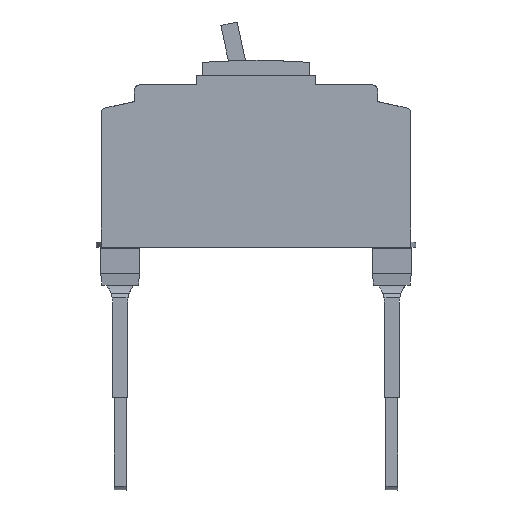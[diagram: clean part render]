
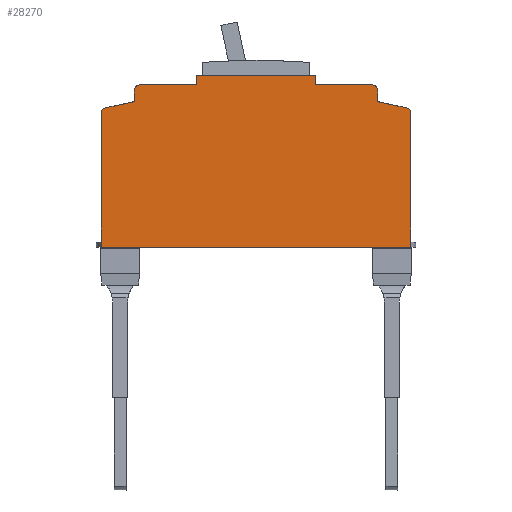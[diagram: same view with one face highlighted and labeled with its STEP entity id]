
A CAD part, left-side view. The second image highlights one B-rep face of the part: STEP entity #28270.
In plain terms, the highlighted planar face has unit normal (-1, 0, 0).
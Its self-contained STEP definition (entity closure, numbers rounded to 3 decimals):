
#1200=CARTESIAN_POINT('',(-12.5,25.,-84.5));
#1210=VERTEX_POINT('',#1200);
#1240=CARTESIAN_POINT('',(-12.5,0.,-84.5));
#1250=DIRECTION('',(0.,-1.,0.));
#1260=VECTOR('',#1250,1.);
#1270=LINE('',#1240,#1260);
#1280=CARTESIAN_POINT('',(-12.5,49.,-84.5));
#1290=VERTEX_POINT('',#1280);
#1300=EDGE_CURVE('',#1290,#1210,#1270,.T.);
#1430=CARTESIAN_POINT('',(-12.5,-49.,-84.5));
#1440=VERTEX_POINT('',#1430);
#1470=CARTESIAN_POINT('',(-12.5,-25.,-84.5));
#1480=VERTEX_POINT('',#1470);
#1490=EDGE_CURVE('',#1480,#1440,#1270,.T.);
#3140=CARTESIAN_POINT('',(-12.5,-65.,-152.5));
#3150=VERTEX_POINT('',#3140);
#3180=CARTESIAN_POINT('',(-12.5,-65.,0.));
#3190=DIRECTION('',(0.,0.,-1.));
#3200=VECTOR('',#3190,1.);
#3210=LINE('',#3180,#3200);
#3220=CARTESIAN_POINT('',(-12.5,-65.,-96.117));
#3230=VERTEX_POINT('',#3220);
#3240=EDGE_CURVE('',#3230,#3150,#3210,.T.);
#4250=CARTESIAN_POINT('',(-12.5,65.,0.));
#4260=DIRECTION('',(0.,0.,1.));
#4270=VECTOR('',#4260,1.);
#4280=LINE('',#4250,#4270);
#4290=CARTESIAN_POINT('',(-12.5,65.,-152.5));
#4300=VERTEX_POINT('',#4290);
#4310=CARTESIAN_POINT('',(-12.5,65.,-96.117));
#4320=VERTEX_POINT('',#4310);
#4330=EDGE_CURVE('',#4300,#4320,#4280,.T.);
#5910=CARTESIAN_POINT('',(-12.5,51.,-86.5));
#5920=VERTEX_POINT('',#5910);
#5970=CARTESIAN_POINT('',(-12.5,49.,-86.5));
#5980=DIRECTION('',(-1.,0.,0.));
#5990=DIRECTION('',(0.,1.,0.));
#6000=AXIS2_PLACEMENT_3D('',#5970,#5980,#5990);
#6010=CIRCLE('',#6000,2.);
#6020=EDGE_CURVE('',#1290,#5920,#6010,.T.);
#6540=CARTESIAN_POINT('',(-12.5,-51.,-86.5));
#6550=VERTEX_POINT('',#6540);
#6580=CARTESIAN_POINT('',(-12.5,-49.,-86.5));
#6590=DIRECTION('',(1.,0.,0.));
#6600=DIRECTION('',(0.,-1.,0.));
#6610=AXIS2_PLACEMENT_3D('',#6580,#6590,#6600);
#6620=CIRCLE('',#6610,2.);
#6630=EDGE_CURVE('',#1440,#6550,#6620,.T.);
#18670=CARTESIAN_POINT('',(-12.5,0.,-152.5));
#18680=DIRECTION('',(0.,-1.,0.));
#18690=VECTOR('',#18680,1.);
#18700=LINE('',#18670,#18690);
#18710=EDGE_CURVE('',#4300,#3150,#18700,.T.);
#19870=CARTESIAN_POINT('',(-12.5,-63.,-96.117));
#19880=DIRECTION('',(1.,0.,0.));
#19890=DIRECTION('',(0.,-1.,0.));
#19900=AXIS2_PLACEMENT_3D('',#19870,#19880,#19890);
#19910=CIRCLE('',#19900,2.);
#19920=CARTESIAN_POINT('',(-12.5,-63.419,-94.161));
#19930=VERTEX_POINT('',#19920);
#19940=EDGE_CURVE('',#19930,#3230,#19910,.T.);
#20910=CARTESIAN_POINT('',(-12.5,63.419,-94.161));
#20920=VERTEX_POINT('',#20910);
#20950=CARTESIAN_POINT('',(-12.5,63.,-96.117));
#20960=DIRECTION('',(1.,0.,0.));
#20970=DIRECTION('',(0.,-1.,0.));
#20980=AXIS2_PLACEMENT_3D('',#20950,#20960,#20970);
#20990=CIRCLE('',#20980,2.);
#21000=EDGE_CURVE('',#4320,#20920,#20990,.T.);
#21170=CARTESIAN_POINT('',(-12.5,51.,-91.5));
#21180=VERTEX_POINT('',#21170);
#21210=CARTESIAN_POINT('',(-12.5,0.,-80.571));
#21220=DIRECTION('',(0.,-0.978,0.21));
#21230=VECTOR('',#21220,1.);
#21240=LINE('',#21210,#21230);
#21250=EDGE_CURVE('',#20920,#21180,#21240,.T.);
#22550=CARTESIAN_POINT('',(-12.5,0.,-80.571));
#22560=DIRECTION('',(0.,-0.978,-0.21));
#22570=VECTOR('',#22560,1.);
#22580=LINE('',#22550,#22570);
#22590=CARTESIAN_POINT('',(-12.5,-51.,-91.5));
#22600=VERTEX_POINT('',#22590);
#22610=EDGE_CURVE('',#22600,#19930,#22580,.T.);
#25200=CARTESIAN_POINT('',(-12.5,51.,0.));
#25210=DIRECTION('',(0.,0.,-1.));
#25220=VECTOR('',#25210,1.);
#25230=LINE('',#25200,#25220);
#25240=EDGE_CURVE('',#5920,#21180,#25230,.T.);
#26630=CARTESIAN_POINT('',(-12.5,25.,-80.5));
#26640=VERTEX_POINT('',#26630);
#26670=CARTESIAN_POINT('',(-12.5,25.,0.));
#26680=DIRECTION('',(0.,0.,1.));
#26690=VECTOR('',#26680,1.);
#26700=LINE('',#26670,#26690);
#26710=EDGE_CURVE('',#1210,#26640,#26700,.T.);
#26850=CARTESIAN_POINT('',(-12.5,-25.,-80.5));
#26860=VERTEX_POINT('',#26850);
#26910=CARTESIAN_POINT('',(-12.5,-25.,0.));
#26920=DIRECTION('',(0.,0.,-1.));
#26930=VECTOR('',#26920,1.);
#26940=LINE('',#26910,#26930);
#26950=EDGE_CURVE('',#26860,#1480,#26940,.T.);
#27190=CARTESIAN_POINT('',(-12.5,0.,-80.5));
#27200=DIRECTION('',(0.,-1.,0.));
#27210=VECTOR('',#27200,1.);
#27220=LINE('',#27190,#27210);
#27230=EDGE_CURVE('',#26640,#26860,#27220,.T.);
#27560=CARTESIAN_POINT('',(-12.5,-51.,0.));
#27570=DIRECTION('',(0.,0.,1.));
#27580=VECTOR('',#27570,1.);
#27590=LINE('',#27560,#27580);
#27600=EDGE_CURVE('',#22600,#6550,#27590,.T.);
#28040=CARTESIAN_POINT('',(-12.5,75.009,-161.943));
#28050=DIRECTION('',(1.,0.,0.));
#28060=DIRECTION('',(0.,-1.,0.));
#28070=AXIS2_PLACEMENT_3D('',#28040,#28050,#28060);
#28080=PLANE('',#28070);
#28090=ORIENTED_EDGE('',*,*,#27230,.F.);
#28100=ORIENTED_EDGE('',*,*,#26950,.F.);
#28110=ORIENTED_EDGE('',*,*,#1490,.F.);
#28120=ORIENTED_EDGE('',*,*,#6630,.F.);
#28130=ORIENTED_EDGE('',*,*,#27600,.T.);
#28140=ORIENTED_EDGE('',*,*,#22610,.F.);
#28150=ORIENTED_EDGE('',*,*,#19940,.F.);
#28160=ORIENTED_EDGE('',*,*,#3240,.F.);
#28170=ORIENTED_EDGE('',*,*,#18710,.T.);
#28180=ORIENTED_EDGE('',*,*,#4330,.F.);
#28190=ORIENTED_EDGE('',*,*,#21000,.F.);
#28200=ORIENTED_EDGE('',*,*,#21250,.F.);
#28210=ORIENTED_EDGE('',*,*,#25240,.T.);
#28220=ORIENTED_EDGE('',*,*,#6020,.T.);
#28230=ORIENTED_EDGE('',*,*,#1300,.F.);
#28240=ORIENTED_EDGE('',*,*,#26710,.F.);
#28250=EDGE_LOOP('',(#28240,#28230,#28220,#28210,#28200,#28190,#28180,
#28170,#28160,#28150,#28140,#28130,#28120,#28110,#28100,#28090));
#28260=FACE_OUTER_BOUND('',#28250,.T.);
#28270=ADVANCED_FACE('',(#28260),#28080,.F.);
